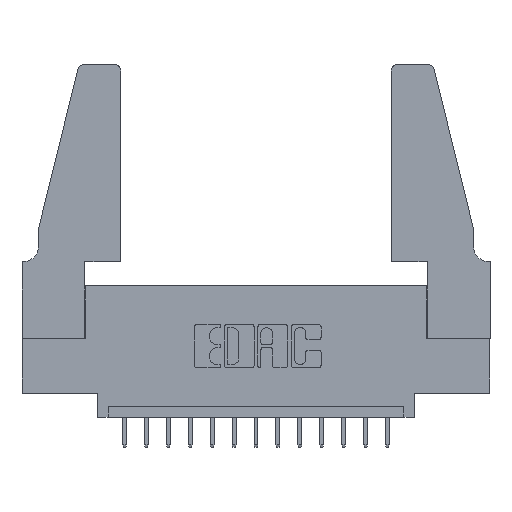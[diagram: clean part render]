
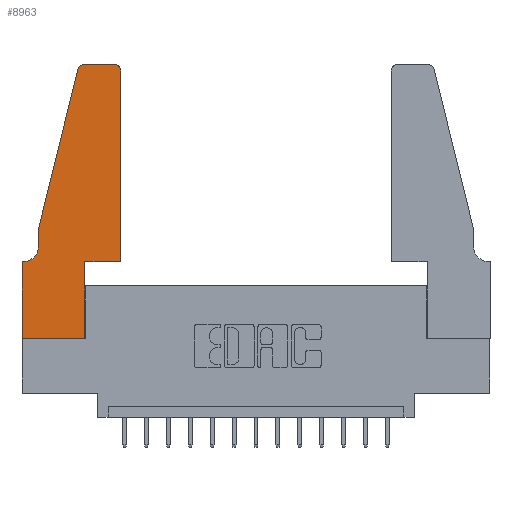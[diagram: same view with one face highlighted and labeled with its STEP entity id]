
A CAD part, top view. The second image highlights one B-rep face of the part: STEP entity #8963.
In plain terms, the highlighted planar face has unit normal (0, 0, 1).
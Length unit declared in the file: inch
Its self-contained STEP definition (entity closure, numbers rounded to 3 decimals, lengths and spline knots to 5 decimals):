
#96 = VERTEX_POINT ( 'NONE', #4258 ) ;
#249 = CARTESIAN_POINT ( 'NONE',  ( 0.25487, 1.22718, 0.37 ) ) ;
#385 = VECTOR ( 'NONE', #9489, 39.37008 ) ;
#515 = LINE ( 'NONE', #3144, #15561 ) ;
#520 = DIRECTION ( 'NONE',  ( 1., 0., 0. ) ) ;
#606 = CARTESIAN_POINT ( 'NONE',  ( 0., 0.35, 0.37 ) ) ;
#1353 = VERTEX_POINT ( 'NONE', #15376 ) ;
#1517 = CARTESIAN_POINT ( 'NONE',  ( 0.2865, 0.35, 0.37 ) ) ;
#1886 = EDGE_CURVE ( 'NONE', #4731, #3680, #13543, .T. ) ;
#1935 = EDGE_CURVE ( 'NONE', #1353, #3921, #2004, .T. ) ;
#1944 = DIRECTION ( 'NONE',  ( 0., 0., 1. ) ) ;
#2004 = LINE ( 'NONE', #5817, #15115 ) ;
#2218 = EDGE_CURVE ( 'NONE', #96, #14677, #14181, .T. ) ;
#2462 = VECTOR ( 'NONE', #13147, 39.37008 ) ;
#2544 = ORIENTED_EDGE ( 'NONE', *, *, #4081, .T. ) ;
#2589 = ORIENTED_EDGE ( 'NONE', *, *, #8584, .T. ) ;
#2656 = VECTOR ( 'NONE', #3199, 39.37008 ) ;
#3144 = CARTESIAN_POINT ( 'NONE',  ( 0.4505, 0.35, 0.37 ) ) ;
#3199 = DIRECTION ( 'NONE',  ( -1., 0., 0. ) ) ;
#3404 = ORIENTED_EDGE ( 'NONE', *, *, #15128, .T. ) ;
#3680 = VERTEX_POINT ( 'NONE', #14626 ) ;
#3868 = ORIENTED_EDGE ( 'NONE', *, *, #6698, .T. ) ;
#3921 = VERTEX_POINT ( 'NONE', #15340 ) ;
#3985 = AXIS2_PLACEMENT_3D ( 'NONE', #606, #12993, #6828 ) ;
#4036 = ORIENTED_EDGE ( 'NONE', *, *, #6253, .T. ) ;
#4081 = EDGE_CURVE ( 'NONE', #13664, #1353, #8575, .T. ) ;
#4111 = DIRECTION ( 'NONE',  ( 0., 1., 0. ) ) ;
#4176 = CARTESIAN_POINT ( 'NONE',  ( 0.284, 1.25, 0.37 ) ) ;
#4177 = DIRECTION ( 'NONE',  ( 0., 0., 1. ) ) ;
#4258 = CARTESIAN_POINT ( 'NONE',  ( 0.0055, 0.35, 0.37 ) ) ;
#4731 = VERTEX_POINT ( 'NONE', #12862 ) ;
#4813 = LINE ( 'NONE', #8610, #385 ) ;
#4872 = DIRECTION ( 'NONE',  ( 0., 0., -1. ) ) ;
#4919 = ORIENTED_EDGE ( 'NONE', *, *, #1886, .T. ) ;
#4971 = LINE ( 'NONE', #13363, #5450 ) ;
#5209 = VERTEX_POINT ( 'NONE', #5904 ) ;
#5404 = CARTESIAN_POINT ( 'NONE',  ( 0.4205, 1.22, 0.37 ) ) ;
#5450 = VECTOR ( 'NONE', #10763, 39.37008 ) ;
#5666 = CARTESIAN_POINT ( 'NONE',  ( 0., 0., 0.37 ) ) ;
#5817 = CARTESIAN_POINT ( 'NONE',  ( 0.0755, 0.5, 0.37 ) ) ;
#5836 = CIRCLE ( 'NONE', #12871, 0.03 ) ;
#5904 = CARTESIAN_POINT ( 'NONE',  ( 0.2865, 0., 0.37 ) ) ;
#5925 = LINE ( 'NONE', #11975, #12211 ) ;
#5939 = ORIENTED_EDGE ( 'NONE', *, *, #2218, .T. ) ;
#6111 = CARTESIAN_POINT ( 'NONE',  ( 0.0055, 0.42, 0.37 ) ) ;
#6197 = EDGE_CURVE ( 'NONE', #7781, #13664, #5836, .T. ) ;
#6253 = EDGE_CURVE ( 'NONE', #10604, #15628, #7050, .T. ) ;
#6698 = EDGE_CURVE ( 'NONE', #11187, #5209, #10650, .T. ) ;
#6795 = ORIENTED_EDGE ( 'NONE', *, *, #11196, .T. ) ;
#6828 = DIRECTION ( 'NONE',  ( 1., 0., 0. ) ) ;
#6988 = DIRECTION ( 'NONE',  ( 0., -1., 0. ) ) ;
#7050 = LINE ( 'NONE', #13210, #2462 ) ;
#7157 = CARTESIAN_POINT ( 'NONE',  ( 0.0755, 0.5, 0.37 ) ) ;
#7377 = ORIENTED_EDGE ( 'NONE', *, *, #11980, .T. ) ;
#7781 = VERTEX_POINT ( 'NONE', #4176 ) ;
#7998 = DIRECTION ( 'NONE',  ( 1., 0., 0. ) ) ;
#8077 = PLANE ( 'NONE',  #3985 ) ;
#8437 = EDGE_CURVE ( 'NONE', #15628, #4731, #515, .T. ) ;
#8575 = LINE ( 'NONE', #7157, #13591 ) ;
#8584 = EDGE_CURVE ( 'NONE', #3680, #7781, #5925, .T. ) ;
#8610 = CARTESIAN_POINT ( 'NONE',  ( 0.2865, 0.35, 0.37 ) ) ;
#8679 = AXIS2_PLACEMENT_3D ( 'NONE', #5404, #4177, #9192 ) ;
#8963 = ADVANCED_FACE ( 'NONE', ( #11481 ), #8077, .T. ) ;
#9192 = DIRECTION ( 'NONE',  ( 1., 0., 0. ) ) ;
#9489 = DIRECTION ( 'NONE',  ( 0., 1., 0. ) ) ;
#9692 = DIRECTION ( 'NONE',  ( -1., 0., 0. ) ) ;
#9959 = CARTESIAN_POINT ( 'NONE',  ( 0., 0., 0.37 ) ) ;
#10604 = VERTEX_POINT ( 'NONE', #1517 ) ;
#10650 = LINE ( 'NONE', #5666, #15439 ) ;
#10763 = DIRECTION ( 'NONE',  ( 0., -1., 0. ) ) ;
#11187 = VERTEX_POINT ( 'NONE', #9959 ) ;
#11196 = EDGE_CURVE ( 'NONE', #3921, #96, #12603, .T. ) ;
#11250 = DIRECTION ( 'NONE',  ( -1., 0., 0. ) ) ;
#11481 = FACE_OUTER_BOUND ( 'NONE', #12149, .T. ) ;
#11734 = CARTESIAN_POINT ( 'NONE',  ( 0.284, 1.22, 0.37 ) ) ;
#11937 = CARTESIAN_POINT ( 'NONE',  ( 0.0755, 0.35, 0.37 ) ) ;
#11975 = CARTESIAN_POINT ( 'NONE',  ( 0.2605, 1.25, 0.37 ) ) ;
#11980 = EDGE_CURVE ( 'NONE', #5209, #10604, #4813, .T. ) ;
#12149 = EDGE_LOOP ( 'NONE', ( #2589, #15021, #2544, #15529, #6795, #5939, #3404, #3868, #7377, #4036, #13395, #4919 ) ) ;
#12211 = VECTOR ( 'NONE', #9692, 39.37008 ) ;
#12506 = CARTESIAN_POINT ( 'NONE',  ( 0., 0.35, 0.37 ) ) ;
#12603 = CIRCLE ( 'NONE', #14913, 0.07 ) ;
#12862 = CARTESIAN_POINT ( 'NONE',  ( 0.4505, 1.22, 0.37 ) ) ;
#12871 = AXIS2_PLACEMENT_3D ( 'NONE', #11734, #1944, #520 ) ;
#12993 = DIRECTION ( 'NONE',  ( 0., 0., 1. ) ) ;
#13147 = DIRECTION ( 'NONE',  ( 1., 0., 0. ) ) ;
#13210 = CARTESIAN_POINT ( 'NONE',  ( 0.4505, 0.35, 0.37 ) ) ;
#13363 = CARTESIAN_POINT ( 'NONE',  ( 0., 0., 0.37 ) ) ;
#13395 = ORIENTED_EDGE ( 'NONE', *, *, #8437, .T. ) ;
#13543 = CIRCLE ( 'NONE', #8679, 0.03 ) ;
#13591 = VECTOR ( 'NONE', #15663, 39.37008 ) ;
#13664 = VERTEX_POINT ( 'NONE', #249 ) ;
#14181 = LINE ( 'NONE', #11937, #2656 ) ;
#14626 = CARTESIAN_POINT ( 'NONE',  ( 0.4205, 1.25, 0.37 ) ) ;
#14677 = VERTEX_POINT ( 'NONE', #12506 ) ;
#14902 = CARTESIAN_POINT ( 'NONE',  ( 0.4505, 0.35, 0.37 ) ) ;
#14913 = AXIS2_PLACEMENT_3D ( 'NONE', #6111, #4872, #11250 ) ;
#15021 = ORIENTED_EDGE ( 'NONE', *, *, #6197, .T. ) ;
#15115 = VECTOR ( 'NONE', #6988, 39.37008 ) ;
#15128 = EDGE_CURVE ( 'NONE', #14677, #11187, #4971, .T. ) ;
#15340 = CARTESIAN_POINT ( 'NONE',  ( 0.0755, 0.42, 0.37 ) ) ;
#15376 = CARTESIAN_POINT ( 'NONE',  ( 0.0755, 0.5, 0.37 ) ) ;
#15439 = VECTOR ( 'NONE', #7998, 39.37008 ) ;
#15529 = ORIENTED_EDGE ( 'NONE', *, *, #1935, .T. ) ;
#15561 = VECTOR ( 'NONE', #4111, 39.37008 ) ;
#15628 = VERTEX_POINT ( 'NONE', #14902 ) ;
#15663 = DIRECTION ( 'NONE',  ( -0.239, -0.971, 0. ) ) ;
